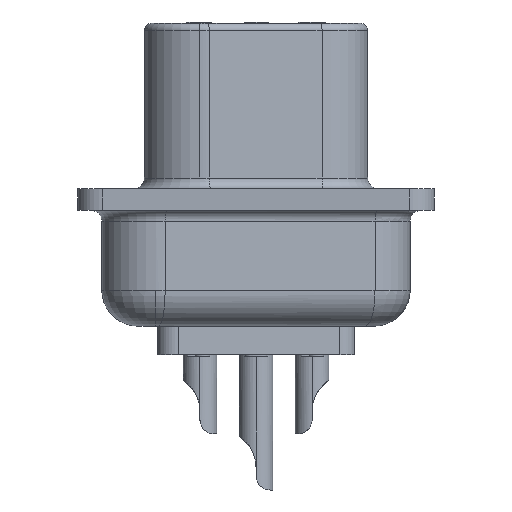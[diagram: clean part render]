
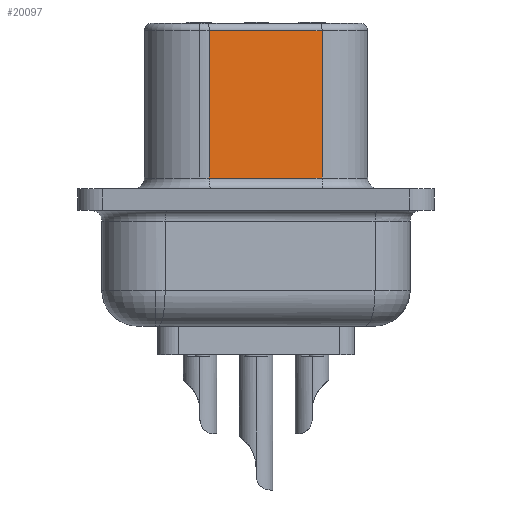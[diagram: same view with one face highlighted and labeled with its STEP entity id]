
A CAD part, left-side view. The second image highlights one B-rep face of the part: STEP entity #20097.
In plain terms, the highlighted planar face has unit normal (-0.985, -0.174, 0).
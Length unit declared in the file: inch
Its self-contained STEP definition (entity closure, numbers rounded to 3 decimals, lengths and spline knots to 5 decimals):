
#2225 = ORIENTED_EDGE ( 'NONE', *, *, #8465, .T. ) ;
#3182 = LINE ( 'NONE', #5234, #7333 ) ;
#3446 = VERTEX_POINT ( 'NONE', #21227 ) ;
#3469 = CARTESIAN_POINT ( 'NONE',  ( 0.28617, 0.31313, 0.23 ) ) ;
#3473 = VECTOR ( 'NONE', #11874, 39.37008 ) ;
#4025 = DIRECTION ( 'NONE',  ( 0.985, 0.174, 0. ) ) ;
#4240 = LINE ( 'NONE', #3469, #13400 ) ;
#4545 = ORIENTED_EDGE ( 'NONE', *, *, #12997, .T. ) ;
#5233 = DIRECTION ( 'NONE',  ( 0., 0., -1. ) ) ;
#5234 = CARTESIAN_POINT ( 'NONE',  ( 0.31385, 0.15613, 0.22 ) ) ;
#5741 = EDGE_CURVE ( 'NONE', #3446, #16763, #8341, .T. ) ;
#7169 = DIRECTION ( 'NONE',  ( 0.174, -0.985, 0. ) ) ;
#7333 = VECTOR ( 'NONE', #17683, 39.37008 ) ;
#7414 = CARTESIAN_POINT ( 'NONE',  ( 0.31385, 0.15613, 0.22 ) ) ;
#8341 = LINE ( 'NONE', #17829, #22579 ) ;
#8347 = VERTEX_POINT ( 'NONE', #8493 ) ;
#8465 = EDGE_CURVE ( 'NONE', #8347, #3446, #4240, .T. ) ;
#8493 = CARTESIAN_POINT ( 'NONE',  ( 0.28617, 0.31313, 0.22 ) ) ;
#8715 = LINE ( 'NONE', #22759, #3473 ) ;
#11874 = DIRECTION ( 'NONE',  ( 0., 0., -1. ) ) ;
#12883 = EDGE_CURVE ( 'NONE', #19185, #16763, #8715, .T. ) ;
#12997 = EDGE_CURVE ( 'NONE', #19185, #8347, #3182, .T. ) ;
#13400 = VECTOR ( 'NONE', #5233, 39.37008 ) ;
#14635 = CARTESIAN_POINT ( 'NONE',  ( 0.31385, 0.15613, 0.23 ) ) ;
#15384 = ORIENTED_EDGE ( 'NONE', *, *, #12883, .F. ) ;
#16479 = DIRECTION ( 'NONE',  ( -0.174, 0.985, 0. ) ) ;
#16763 = VERTEX_POINT ( 'NONE', #19292 ) ;
#17387 = ORIENTED_EDGE ( 'NONE', *, *, #5741, .T. ) ;
#17683 = DIRECTION ( 'NONE',  ( -0.174, 0.985, 0. ) ) ;
#17829 = CARTESIAN_POINT ( 'NONE',  ( 0.31385, 0.15613, 0.015 ) ) ;
#19185 = VERTEX_POINT ( 'NONE', #7414 ) ;
#19213 = AXIS2_PLACEMENT_3D ( 'NONE', #14635, #4025, #16479 ) ;
#19292 = CARTESIAN_POINT ( 'NONE',  ( 0.31385, 0.15613, 0.015 ) ) ;
#20097 = ADVANCED_FACE ( 'NONE', ( #22279 ), #21802, .F. ) ;
#21227 = CARTESIAN_POINT ( 'NONE',  ( 0.28617, 0.31313, 0.015 ) ) ;
#21802 = PLANE ( 'NONE',  #19213 ) ;
#21836 = EDGE_LOOP ( 'NONE', ( #2225, #17387, #15384, #4545 ) ) ;
#22279 = FACE_OUTER_BOUND ( 'NONE', #21836, .T. ) ;
#22579 = VECTOR ( 'NONE', #7169, 39.37008 ) ;
#22759 = CARTESIAN_POINT ( 'NONE',  ( 0.31385, 0.15613, 0.23 ) ) ;
